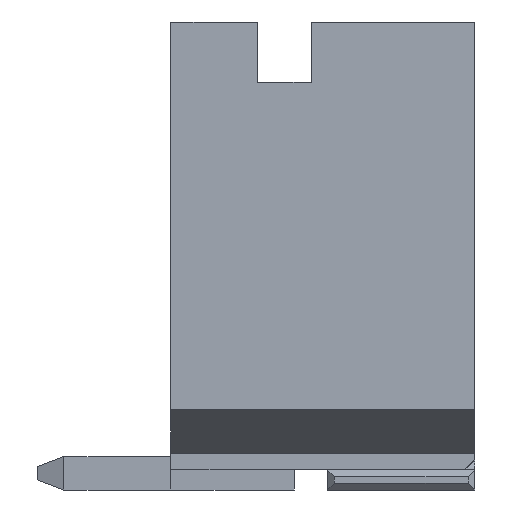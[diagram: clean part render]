
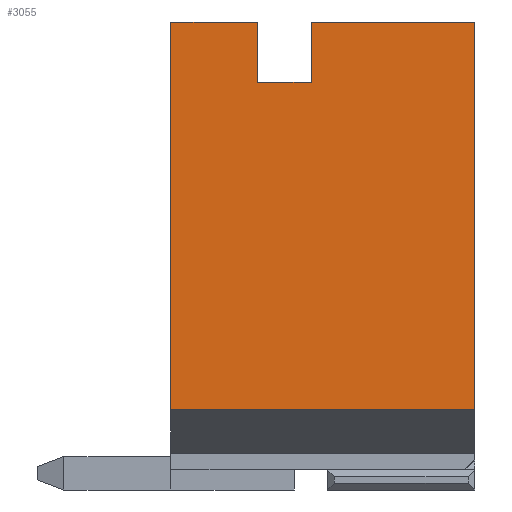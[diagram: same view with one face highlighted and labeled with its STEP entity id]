
A CAD part, left-side view. The second image highlights one B-rep face of the part: STEP entity #3055.
In plain terms, the highlighted planar face has unit normal (-1, 0, 0).
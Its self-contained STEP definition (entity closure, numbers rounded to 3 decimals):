
#5=DIRECTION('',(0.,-1.,0.));
#6=VECTOR('',#5,1.3);
#7=CARTESIAN_POINT('',(-4.05,2.275,3.5));
#8=LINE('',#7,#6);
#25=DIRECTION('',(0.,-1.,0.));
#26=VECTOR('',#25,2.45);
#27=CARTESIAN_POINT('',(-4.05,0.175,3.5));
#28=LINE('',#27,#26);
#185=DIRECTION('',(0.,-1.,0.));
#186=VECTOR('',#185,4.55);
#187=CARTESIAN_POINT('',(-4.05,2.275,-2.3));
#188=LINE('',#187,#186);
#189=DIRECTION('',(0.,0.,1.));
#190=VECTOR('',#189,5.8);
#191=CARTESIAN_POINT('',(-4.05,2.275,-2.3));
#192=LINE('',#191,#190);
#193=DIRECTION('',(0.,0.,-1.));
#194=VECTOR('',#193,0.9);
#195=CARTESIAN_POINT('',(-4.05,0.975,3.5));
#196=LINE('',#195,#194);
#197=DIRECTION('',(0.,1.,0.));
#198=VECTOR('',#197,0.8);
#199=CARTESIAN_POINT('',(-4.05,0.175,2.6));
#200=LINE('',#199,#198);
#201=DIRECTION('',(0.,0.,-1.));
#202=VECTOR('',#201,0.9);
#203=CARTESIAN_POINT('',(-4.05,0.175,3.5));
#204=LINE('',#203,#202);
#233=DIRECTION('',(0.,0.,1.));
#234=VECTOR('',#233,5.8);
#235=CARTESIAN_POINT('',(-4.05,-2.275,-2.3));
#236=LINE('',#235,#234);
#2088=CARTESIAN_POINT('',(-4.05,2.275,3.5));
#2090=VERTEX_POINT('',#2088);
#2119=CARTESIAN_POINT('',(-4.05,0.175,3.5));
#2120=CARTESIAN_POINT('',(-4.05,0.175,2.6));
#2121=VERTEX_POINT('',#2119);
#2122=VERTEX_POINT('',#2120);
#2123=CARTESIAN_POINT('',(-4.05,0.975,2.6));
#2124=VERTEX_POINT('',#2123);
#2125=CARTESIAN_POINT('',(-4.05,0.975,3.5));
#2126=VERTEX_POINT('',#2125);
#2143=CARTESIAN_POINT('',(-4.05,-2.275,3.5));
#2144=VERTEX_POINT('',#2143);
#2195=CARTESIAN_POINT('',(-4.05,2.275,-2.3));
#2196=CARTESIAN_POINT('',(-4.05,-2.275,-2.3));
#2197=VERTEX_POINT('',#2195);
#2198=VERTEX_POINT('',#2196);
#3036=CARTESIAN_POINT('',(-4.05,2.275,-3.5));
#3037=DIRECTION('',(-1.,0.,0.));
#3038=DIRECTION('',(0.,-1.,0.));
#3039=AXIS2_PLACEMENT_3D('',#3036,#3037,#3038);
#3040=PLANE('',#3039);
#3042=ORIENTED_EDGE('',*,*,#3041,.F.);
#3044=ORIENTED_EDGE('',*,*,#3043,.T.);
#3045=ORIENTED_EDGE('',*,*,#2742,.T.);
#3046=ORIENTED_EDGE('',*,*,#2835,.T.);
#3048=ORIENTED_EDGE('',*,*,#3047,.F.);
#3049=ORIENTED_EDGE('',*,*,#3009,.F.);
#3050=ORIENTED_EDGE('',*,*,#2772,.T.);
#3052=ORIENTED_EDGE('',*,*,#3051,.F.);
#3053=EDGE_LOOP('',(#3042,#3044,#3045,#3046,#3048,#3049,#3050,#3052));
#3054=FACE_OUTER_BOUND('',#3053,.F.);
#3055=ADVANCED_FACE('',(#3054),#3040,.T.);
#2742=EDGE_CURVE('',#2090,#2126,#8,.T.);
#2772=EDGE_CURVE('',#2121,#2144,#28,.T.);
#2835=EDGE_CURVE('',#2126,#2124,#196,.T.);
#3009=EDGE_CURVE('',#2121,#2122,#204,.T.);
#3041=EDGE_CURVE('',#2197,#2198,#188,.T.);
#3043=EDGE_CURVE('',#2197,#2090,#192,.T.);
#3047=EDGE_CURVE('',#2122,#2124,#200,.T.);
#3051=EDGE_CURVE('',#2198,#2144,#236,.T.);
